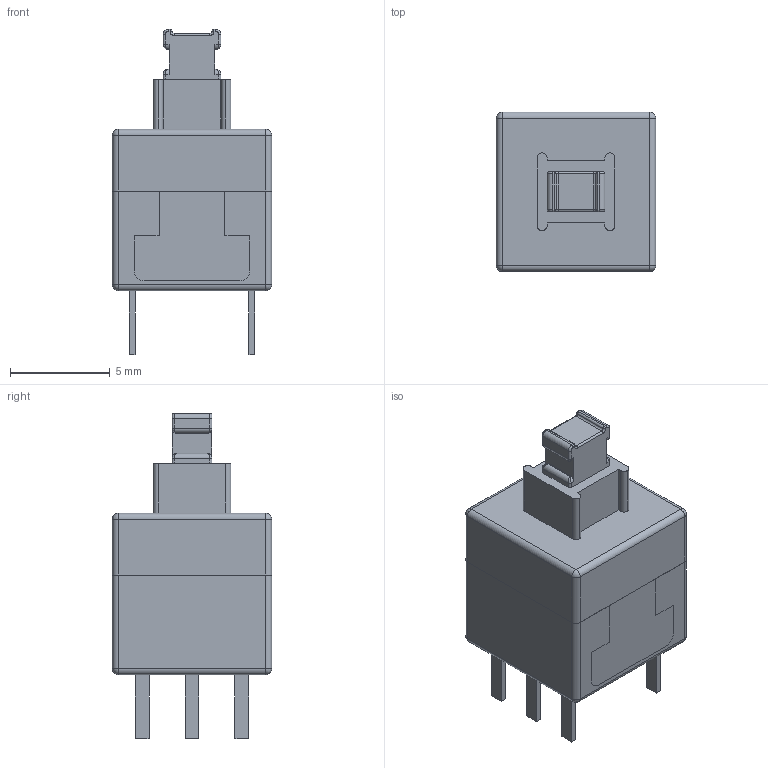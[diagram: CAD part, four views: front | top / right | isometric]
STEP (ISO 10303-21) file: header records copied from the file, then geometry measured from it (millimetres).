
FILE_DESCRIPTION (( 'STEP AP214' ), '1' );
FILE_NAME ('SW-TH_L8.0-W8.0-H13.7-P2.5.step', '2022-07-26T17:16:17', ( '' ), ( '' ), 'SwSTEP 2.0', 'SolidWorks 2020', '' );
FILE_SCHEMA (( 'AUTOMOTIVE_DESIGN' ));
Length unit declared in the file: millimetre
Products named in the file (1): SW-TH_L8.0-W8.0-H13.7-P2.5
Bounding box: 8 x 8 x 16.3 mm (x, y, z)
Volume: 560.8 mm3; surface area: 705.9 mm2
Topology: 17 solids, 17 shells, 484 faces, 1253 edges, 798 vertices
Faces by surface type: plane 280, bspline 120, cylinder 64, sphere 12, torus 8
Entity records: 20688 total; most frequent: CARTESIAN_POINT 4852, ORIENTED_EDGE 2466, DIRECTION 1843, EDGE_CURVE 1233, VECTOR 865, LINE 865, VERTEX_POINT 798, EDGE_LOOP 511
